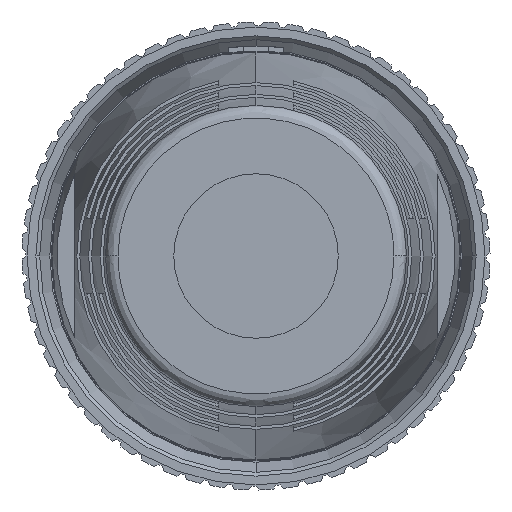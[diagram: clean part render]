
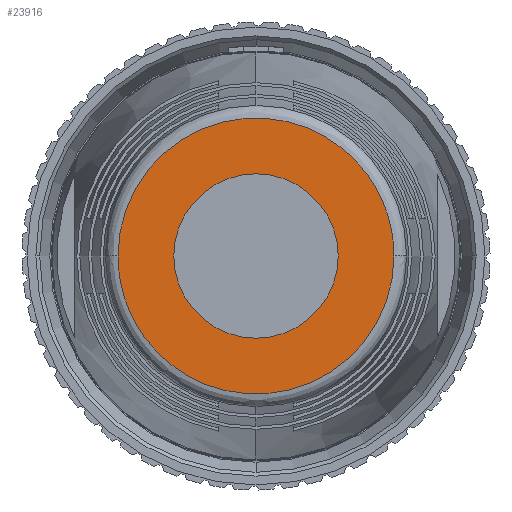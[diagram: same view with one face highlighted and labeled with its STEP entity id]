
A CAD part, front view. The second image highlights one B-rep face of the part: STEP entity #23916.
In plain terms, the highlighted planar face has unit normal (0, -1, 0).
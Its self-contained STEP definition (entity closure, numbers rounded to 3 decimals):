
#7 = PLANE ( 'NONE',  #15622 ) ;
#1305 = CARTESIAN_POINT ( 'NONE',  ( -88.525, -28.85, 10.909 ) ) ;
#1547 = AXIS2_PLACEMENT_3D ( 'NONE', #34429, #16515, #37379 ) ;
#2693 = AXIS2_PLACEMENT_3D ( 'NONE', #15226, #36150, #18271 ) ;
#2779 =( BOUNDED_CURVE ( )  B_SPLINE_CURVE ( 3, ( #11795, #12044, #12078, #11744 ),
 .UNSPECIFIED., .F., .F. ) 
 B_SPLINE_CURVE_WITH_KNOTS ( ( 4, 4 ),
 ( 0., 1. ),
 .UNSPECIFIED. ) 
 CURVE ( )  GEOMETRIC_REPRESENTATION_ITEM ( )  RATIONAL_B_SPLINE_CURVE ( ( 1., 0.333, 0.333, 1. ) ) 
 REPRESENTATION_ITEM ( '' )  );
#3483 = ORIENTED_EDGE ( 'NONE', *, *, #4725, .F. ) ;
#4725 = EDGE_CURVE ( 'NONE', #17880, #27038, #2779, .T. ) ;
#5109 = ORIENTED_EDGE ( 'NONE', *, *, #32454, .F. ) ;
#5819 = ORIENTED_EDGE ( 'NONE', *, *, #36703, .F. ) ;
#7663 = CARTESIAN_POINT ( 'NONE',  ( -97.229, -28.85, 0. ) ) ;
#8737 = CIRCLE ( 'NONE', #2693, 3.25 ) ;
#10149 = ORIENTED_EDGE ( 'NONE', *, *, #22151, .F. ) ;
#10375 = EDGE_LOOP ( 'NONE', ( #5819, #10149 ) ) ;
#10423 = FACE_OUTER_BOUND ( 'NONE', #10605, .T. ) ;
#10605 = EDGE_LOOP ( 'NONE', ( #3483, #5109 ) ) ;
#11119 = CARTESIAN_POINT ( 'NONE',  ( -90.729, -28.85, 0. ) ) ;
#11744 = CARTESIAN_POINT ( 'NONE',  ( -99.434, -28.85, 0. ) ) ;
#11795 = CARTESIAN_POINT ( 'NONE',  ( -88.525, -28.85, 0. ) ) ;
#12044 = CARTESIAN_POINT ( 'NONE',  ( -88.525, -28.85, -10.909 ) ) ;
#12078 = CARTESIAN_POINT ( 'NONE',  ( -99.434, -28.85, -10.909 ) ) ;
#12329 = DIRECTION ( 'NONE',  ( 0., 1., 0. ) ) ;
#14766 = CARTESIAN_POINT ( 'NONE',  ( -88.525, -28.85, 0. ) ) ;
#15226 = CARTESIAN_POINT ( 'NONE',  ( -93.979, -28.85, 0. ) ) ;
#15622 = AXIS2_PLACEMENT_3D ( 'NONE', #27243, #12329, #33278 ) ;
#16515 = DIRECTION ( 'NONE',  ( 0., -1., 0. ) ) ;
#16839 =( BOUNDED_CURVE ( )  B_SPLINE_CURVE ( 3, ( #34285, #27989, #1305, #22327 ),
 .UNSPECIFIED., .F., .T. ) 
 B_SPLINE_CURVE_WITH_KNOTS ( ( 4, 4 ),
 ( 0., 1. ),
 .UNSPECIFIED. ) 
 CURVE ( )  GEOMETRIC_REPRESENTATION_ITEM ( )  RATIONAL_B_SPLINE_CURVE ( ( 1., 0.333, 0.333, 1. ) ) 
 REPRESENTATION_ITEM ( '' )  );
#17880 = VERTEX_POINT ( 'NONE', #14766 ) ;
#18271 = DIRECTION ( 'NONE',  ( -1., 0., 0. ) ) ;
#19325 = VERTEX_POINT ( 'NONE', #11119 ) ;
#20932 = CIRCLE ( 'NONE', #1547, 3.25 ) ;
#22151 = EDGE_CURVE ( 'NONE', #19325, #26359, #8737, .T. ) ;
#22327 = CARTESIAN_POINT ( 'NONE',  ( -88.525, -28.85, 0. ) ) ;
#23916 = ADVANCED_FACE ( 'NONE', ( #10423, #26154 ), #7, .F. ) ;
#26154 = FACE_BOUND ( 'NONE', #10375, .T. ) ;
#26234 = CARTESIAN_POINT ( 'NONE',  ( -99.434, -28.85, 0. ) ) ;
#26359 = VERTEX_POINT ( 'NONE', #7663 ) ;
#27038 = VERTEX_POINT ( 'NONE', #26234 ) ;
#27243 = CARTESIAN_POINT ( 'NONE',  ( -93.979, -28.85, 0. ) ) ;
#27989 = CARTESIAN_POINT ( 'NONE',  ( -99.434, -28.85, 10.909 ) ) ;
#32454 = EDGE_CURVE ( 'NONE', #27038, #17880, #16839, .T. ) ;
#33278 = DIRECTION ( 'NONE',  ( 0., 0., 1. ) ) ;
#34285 = CARTESIAN_POINT ( 'NONE',  ( -99.434, -28.85, 0. ) ) ;
#34429 = CARTESIAN_POINT ( 'NONE',  ( -93.979, -28.85, 0. ) ) ;
#36150 = DIRECTION ( 'NONE',  ( 0., -1., 0. ) ) ;
#36703 = EDGE_CURVE ( 'NONE', #26359, #19325, #20932, .T. ) ;
#37379 = DIRECTION ( 'NONE',  ( -1., 0., 0. ) ) ;
